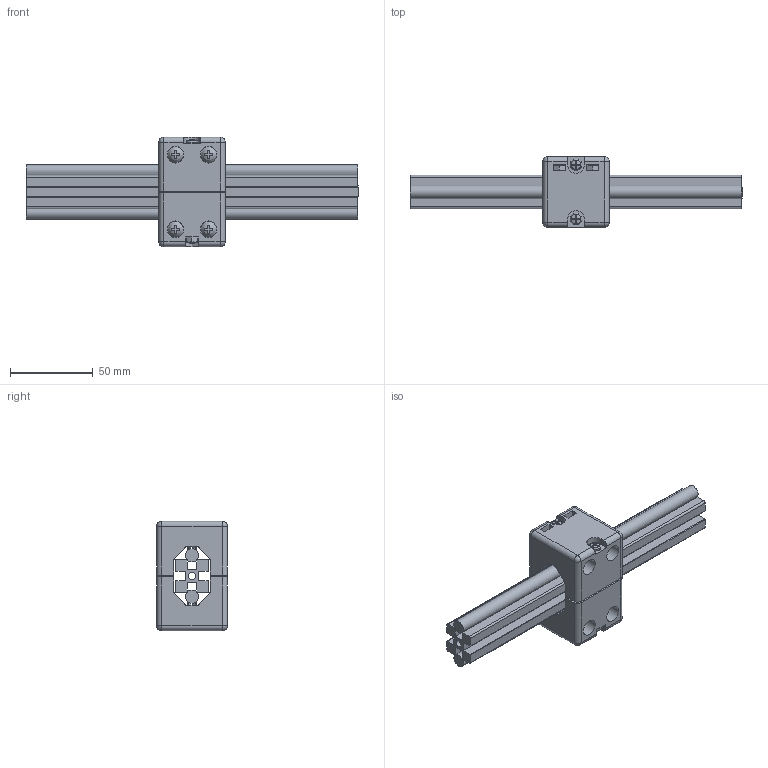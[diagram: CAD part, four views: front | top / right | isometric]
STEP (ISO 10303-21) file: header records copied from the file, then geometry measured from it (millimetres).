
FILE_DESCRIPTION(/* description */ (''),/* implementation_level */ '2;1');
FILE_NAME(/* name */ 'ALMI_FRAME_SLIDER.step',/* time_stamp */ '2020-08-11T12:19:17+09:00',/* author */ (''),/* organization */ (''),/* preprocessor_version */ 'ST-DEVELOPER v18.1',/* originating_system */ 'Autodesk Translation Framework v9.3.0.1241',/* authorisation */ '');
FILE_SCHEMA (('AUTOMOTIVE_DESIGN { 1 0 10303 214 3 1 1 }'));
Length unit declared in the file: millimetre
Products named in the file (9): STRAIN_GAUGE_TEST_JIG; SFF-202; SHAFT; V624ZZ; SLIDER_L; SLIDER_R; M4x30; M4x60; M4_NUT
Assembly tree (21 placements, depth 2):
  STRAIN_GAUGE_TEST_JIG
    SFF-202
    SHAFT  x2
    V624ZZ  x4
    SLIDER_L
    SLIDER_R
    M4x30  x4
    M4x60  x2
    M4_NUT  x6
Bounding box: 200 x 42.6 x 66 mm (x, y, z)
Volume: 143868.9 mm3; surface area: 72402.6 mm2
Topology: 29 solids, 29 shells, 529 faces, 1199 edges, 772 vertices
Faces by surface type: plane 312, cylinder 127, cone 74, sphere 10, bspline 4, torus 2
Full cylindrical faces by diameter (mm): 3.3 x6, 4 x10, 4.2 x1, 4.3 x12, 4.6 x4, 5.2 x8, 7 x2, 7.272 x8, 8 x10, 10 x4, 13 x8
Entity records: 8915 total; most frequent: CARTESIAN_POINT 1579, DIRECTION 1543, ORIENTED_EDGE 1386, EDGE_CURVE 693, AXIS2_PLACEMENT_3D 557, VERTEX_POINT 450, LINE 429, VECTOR 429
